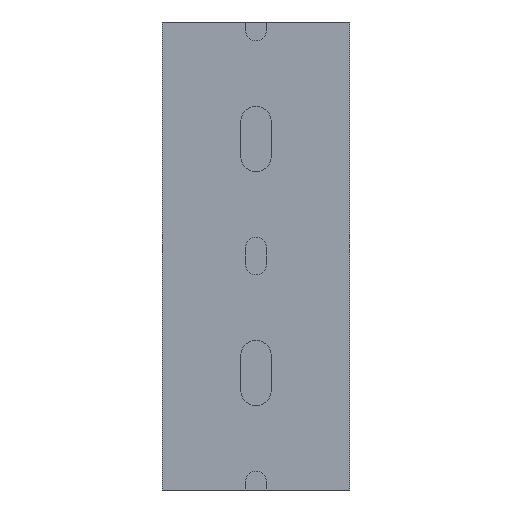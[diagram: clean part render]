
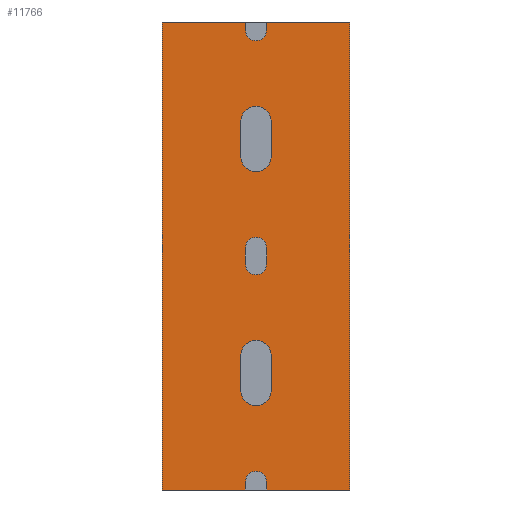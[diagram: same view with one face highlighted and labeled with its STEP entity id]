
A CAD part, front view. The second image highlights one B-rep face of the part: STEP entity #11766.
In plain terms, the highlighted planar face has unit normal (0, -1, 0).
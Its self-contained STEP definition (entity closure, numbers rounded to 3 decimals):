
#30=FACE_BOUND('',#1992,.T.);
#31=FACE_BOUND('',#1993,.T.);
#32=FACE_BOUND('',#1994,.T.);
#556=CIRCLE('',#12817,3.25);
#558=CIRCLE('',#12821,3.25);
#560=CIRCLE('',#12826,2.25);
#563=CIRCLE('',#12832,3.25);
#565=CIRCLE('',#12836,3.25);
#567=CIRCLE('',#12840,2.25);
#569=CIRCLE('',#12845,2.25);
#571=CIRCLE('',#12849,2.25);
#1398=FACE_OUTER_BOUND('',#1991,.T.);
#1991=EDGE_LOOP('',(#10667,#10668,#10669,#10670,#10671,#10672,#10673,#10674,
#10675,#10676,#10677,#10678));
#1992=EDGE_LOOP('',(#10679,#10680,#10681,#10682));
#1993=EDGE_LOOP('',(#10683,#10684,#10685,#10686));
#1994=EDGE_LOOP('',(#10687,#10688,#10689,#10690));
#2711=LINE('',#19106,#3905);
#2833=LINE('',#19388,#4027);
#3083=LINE('',#20088,#4277);
#3089=LINE('',#20102,#4283);
#3093=LINE('',#20114,#4287);
#3097=LINE('',#20124,#4291);
#3099=LINE('',#20130,#4293);
#3102=LINE('',#20138,#4296);
#3111=LINE('',#20159,#4305);
#3115=LINE('',#20171,#4309);
#3120=LINE('',#20184,#4314);
#3122=LINE('',#20192,#4316);
#3126=LINE('',#20201,#4320);
#3131=LINE('',#20214,#4325);
#3138=LINE('',#20232,#4332);
#3158=LINE('',#20275,#4352);
#3905=VECTOR('',#14885,10.);
#4027=VECTOR('',#15219,10.);
#4277=VECTOR('',#15905,10.);
#4283=VECTOR('',#15919,10.);
#4287=VECTOR('',#15931,10.);
#4291=VECTOR('',#15943,10.);
#4293=VECTOR('',#15947,10.);
#4296=VECTOR('',#15958,10.);
#4305=VECTOR('',#15971,10.);
#4309=VECTOR('',#15983,10.);
#4314=VECTOR('',#15996,10.);
#4316=VECTOR('',#16006,10.);
#4320=VECTOR('',#16012,10.);
#4325=VECTOR('',#16025,10.);
#4332=VECTOR('',#16042,10.);
#4352=VECTOR('',#16108,10.);
#5301=VERTEX_POINT('',#19103);
#5302=VERTEX_POINT('',#19105);
#5337=VERTEX_POINT('',#19385);
#5338=VERTEX_POINT('',#19387);
#5479=VERTEX_POINT('',#20085);
#5480=VERTEX_POINT('',#20087);
#5483=VERTEX_POINT('',#20099);
#5484=VERTEX_POINT('',#20101);
#5486=VERTEX_POINT('',#20107);
#5488=VERTEX_POINT('',#20113);
#5490=VERTEX_POINT('',#20122);
#5491=VERTEX_POINT('',#20126);
#5493=VERTEX_POINT('',#20129);
#5503=VERTEX_POINT('',#20156);
#5504=VERTEX_POINT('',#20158);
#5506=VERTEX_POINT('',#20164);
#5508=VERTEX_POINT('',#20170);
#5510=VERTEX_POINT('',#20178);
#5512=VERTEX_POINT('',#20182);
#5514=VERTEX_POINT('',#20188);
#5517=VERTEX_POINT('',#20198);
#5518=VERTEX_POINT('',#20200);
#5520=VERTEX_POINT('',#20206);
#5522=VERTEX_POINT('',#20212);
#6713=EDGE_CURVE('',#5301,#5302,#2711,.T.);
#6850=EDGE_CURVE('',#5338,#5337,#2833,.T.);
#7165=EDGE_CURVE('',#5479,#5480,#3083,.T.);
#7171=EDGE_CURVE('',#5484,#5483,#3089,.T.);
#7174=EDGE_CURVE('',#5486,#5484,#556,.T.);
#7177=EDGE_CURVE('',#5488,#5486,#3093,.T.);
#7180=EDGE_CURVE('',#5483,#5488,#558,.T.);
#7183=EDGE_CURVE('',#5479,#5490,#3097,.T.);
#7185=EDGE_CURVE('',#5493,#5491,#3099,.T.);
#7189=EDGE_CURVE('',#5490,#5493,#560,.T.);
#7190=EDGE_CURVE('',#5302,#5491,#3102,.T.);
#7200=EDGE_CURVE('',#5504,#5503,#3111,.T.);
#7203=EDGE_CURVE('',#5506,#5504,#563,.T.);
#7206=EDGE_CURVE('',#5508,#5506,#3115,.T.);
#7209=EDGE_CURVE('',#5503,#5508,#565,.T.);
#7213=EDGE_CURVE('',#5510,#5512,#3120,.T.);
#7216=EDGE_CURVE('',#5512,#5514,#567,.T.);
#7217=EDGE_CURVE('',#5514,#5338,#3122,.T.);
#7221=EDGE_CURVE('',#5518,#5517,#3126,.T.);
#7225=EDGE_CURVE('',#5517,#5520,#569,.T.);
#7228=EDGE_CURVE('',#5520,#5522,#3131,.T.);
#7230=EDGE_CURVE('',#5522,#5518,#571,.T.);
#7238=EDGE_CURVE('',#5301,#5510,#3138,.T.);
#7258=EDGE_CURVE('',#5337,#5480,#3158,.T.);
#10667=ORIENTED_EDGE('',*,*,#7185,.T.);
#10668=ORIENTED_EDGE('',*,*,#7190,.F.);
#10669=ORIENTED_EDGE('',*,*,#6713,.F.);
#10670=ORIENTED_EDGE('',*,*,#7238,.T.);
#10671=ORIENTED_EDGE('',*,*,#7213,.T.);
#10672=ORIENTED_EDGE('',*,*,#7216,.T.);
#10673=ORIENTED_EDGE('',*,*,#7217,.T.);
#10674=ORIENTED_EDGE('',*,*,#6850,.T.);
#10675=ORIENTED_EDGE('',*,*,#7258,.T.);
#10676=ORIENTED_EDGE('',*,*,#7165,.F.);
#10677=ORIENTED_EDGE('',*,*,#7183,.T.);
#10678=ORIENTED_EDGE('',*,*,#7189,.T.);
#10679=ORIENTED_EDGE('',*,*,#7171,.T.);
#10680=ORIENTED_EDGE('',*,*,#7180,.T.);
#10681=ORIENTED_EDGE('',*,*,#7177,.T.);
#10682=ORIENTED_EDGE('',*,*,#7174,.T.);
#10683=ORIENTED_EDGE('',*,*,#7200,.T.);
#10684=ORIENTED_EDGE('',*,*,#7209,.T.);
#10685=ORIENTED_EDGE('',*,*,#7206,.T.);
#10686=ORIENTED_EDGE('',*,*,#7203,.T.);
#10687=ORIENTED_EDGE('',*,*,#7221,.T.);
#10688=ORIENTED_EDGE('',*,*,#7225,.T.);
#10689=ORIENTED_EDGE('',*,*,#7228,.T.);
#10690=ORIENTED_EDGE('',*,*,#7230,.T.);
#11188=PLANE('',#12875);
#11766=ADVANCED_FACE('',(#1398,#30,#31,#32),#11188,.T.);
#12817=AXIS2_PLACEMENT_3D('',#20108,#15925,#15926);
#12821=AXIS2_PLACEMENT_3D('',#20118,#15937,#15938);
#12826=AXIS2_PLACEMENT_3D('',#20136,#15954,#15955);
#12832=AXIS2_PLACEMENT_3D('',#20165,#15977,#15978);
#12836=AXIS2_PLACEMENT_3D('',#20175,#15989,#15990);
#12840=AXIS2_PLACEMENT_3D('',#20190,#16002,#16003);
#12845=AXIS2_PLACEMENT_3D('',#20208,#16019,#16020);
#12849=AXIS2_PLACEMENT_3D('',#20217,#16030,#16031);
#12875=AXIS2_PLACEMENT_3D('',#20276,#16109,#16110);
#14885=DIRECTION('',(0.,0.,-1.));
#15219=DIRECTION('',(-1.,0.,0.));
#15905=DIRECTION('',(-1.,0.,0.));
#15919=DIRECTION('',(0.,0.,-1.));
#15925=DIRECTION('center_axis',(0.,1.,0.));
#15926=DIRECTION('ref_axis',(1.,0.,0.));
#15931=DIRECTION('',(0.,0.,1.));
#15937=DIRECTION('center_axis',(0.,1.,0.));
#15938=DIRECTION('ref_axis',(-1.,0.,0.));
#15943=DIRECTION('',(0.,0.,1.));
#15947=DIRECTION('',(0.,0.,-1.));
#15954=DIRECTION('center_axis',(0.,1.,0.));
#15955=DIRECTION('ref_axis',(1.,0.,0.));
#15958=DIRECTION('',(-1.,0.,0.));
#15971=DIRECTION('',(0.,0.,-1.));
#15977=DIRECTION('center_axis',(0.,1.,0.));
#15978=DIRECTION('ref_axis',(1.,0.,0.));
#15983=DIRECTION('',(0.,0.,1.));
#15989=DIRECTION('center_axis',(0.,1.,0.));
#15990=DIRECTION('ref_axis',(-1.,0.,0.));
#15996=DIRECTION('',(0.,0.,-1.));
#16002=DIRECTION('center_axis',(0.,1.,0.));
#16003=DIRECTION('ref_axis',(-1.,0.,0.));
#16006=DIRECTION('',(0.,0.,1.));
#16012=DIRECTION('',(0.,0.,-1.));
#16019=DIRECTION('center_axis',(0.,1.,0.));
#16020=DIRECTION('ref_axis',(-1.,0.,0.));
#16025=DIRECTION('',(0.,0.,1.));
#16030=DIRECTION('center_axis',(0.,1.,0.));
#16031=DIRECTION('ref_axis',(1.,0.,0.));
#16042=DIRECTION('',(-1.,0.,0.));
#16108=DIRECTION('',(0.,0.,-1.));
#16109=DIRECTION('center_axis',(0.,-1.,0.));
#16110=DIRECTION('ref_axis',(0.,0.,-1.));
#19103=CARTESIAN_POINT('',(20.,0.,0.));
#19105=CARTESIAN_POINT('',(20.,0.,-100.));
#19106=CARTESIAN_POINT('',(20.,0.,0.));
#19385=CARTESIAN_POINT('',(-20.,0.,0.));
#19387=CARTESIAN_POINT('',(-2.25,0.,0.));
#19388=CARTESIAN_POINT('',(0.,0.,0.));
#20085=CARTESIAN_POINT('',(-2.25,0.,-100.));
#20087=CARTESIAN_POINT('',(-20.,0.,-100.));
#20088=CARTESIAN_POINT('',(0.,0.,-100.));
#20099=CARTESIAN_POINT('',(3.25,0.,-78.75));
#20101=CARTESIAN_POINT('',(3.25,0.,-71.25));
#20102=CARTESIAN_POINT('',(3.25,0.,-39.375));
#20107=CARTESIAN_POINT('',(-3.25,0.,-71.25));
#20108=CARTESIAN_POINT('Origin',(0.,0.,
-71.25));
#20113=CARTESIAN_POINT('',(-3.25,0.,-78.75));
#20114=CARTESIAN_POINT('',(-3.25,0.,-35.625));
#20118=CARTESIAN_POINT('Origin',(0.,0.,
-78.75));
#20122=CARTESIAN_POINT('',(-2.25,0.,-98.25));
#20124=CARTESIAN_POINT('',(-2.25,0.,-49.125));
#20126=CARTESIAN_POINT('',(2.25,0.,-100.));
#20129=CARTESIAN_POINT('',(2.25,0.,-98.25));
#20130=CARTESIAN_POINT('',(2.25,0.,-50.875));
#20136=CARTESIAN_POINT('Origin',(0.,0.,
-98.25));
#20138=CARTESIAN_POINT('',(0.,0.,-100.));
#20156=CARTESIAN_POINT('',(3.25,0.,-28.75));
#20158=CARTESIAN_POINT('',(3.25,0.,-21.25));
#20159=CARTESIAN_POINT('',(3.25,0.,-14.375));
#20164=CARTESIAN_POINT('',(-3.25,0.,-21.25));
#20165=CARTESIAN_POINT('Origin',(0.,0.,
-21.25));
#20170=CARTESIAN_POINT('',(-3.25,0.,-28.75));
#20171=CARTESIAN_POINT('',(-3.25,0.,-10.625));
#20175=CARTESIAN_POINT('Origin',(0.,0.,
-28.75));
#20178=CARTESIAN_POINT('',(2.25,0.,0.));
#20182=CARTESIAN_POINT('',(2.25,0.,-1.75));
#20184=CARTESIAN_POINT('',(2.25,0.,-0.875));
#20188=CARTESIAN_POINT('',(-2.25,0.,-1.75));
#20190=CARTESIAN_POINT('Origin',(0.,0.,
-1.75));
#20192=CARTESIAN_POINT('',(-2.25,0.,0.875));
#20198=CARTESIAN_POINT('',(2.25,0.,-51.75));
#20200=CARTESIAN_POINT('',(2.25,0.,-48.25));
#20201=CARTESIAN_POINT('',(2.25,0.,-25.875));
#20206=CARTESIAN_POINT('',(-2.25,0.,-51.75));
#20208=CARTESIAN_POINT('Origin',(0.,0.,
-51.75));
#20212=CARTESIAN_POINT('',(-2.25,0.,-48.25));
#20214=CARTESIAN_POINT('',(-2.25,0.,-24.125));
#20217=CARTESIAN_POINT('Origin',(0.,0.,
-48.25));
#20232=CARTESIAN_POINT('',(0.,0.,0.));
#20275=CARTESIAN_POINT('',(-20.,0.,0.));
#20276=CARTESIAN_POINT('Origin',(-20.,0.,0.));
